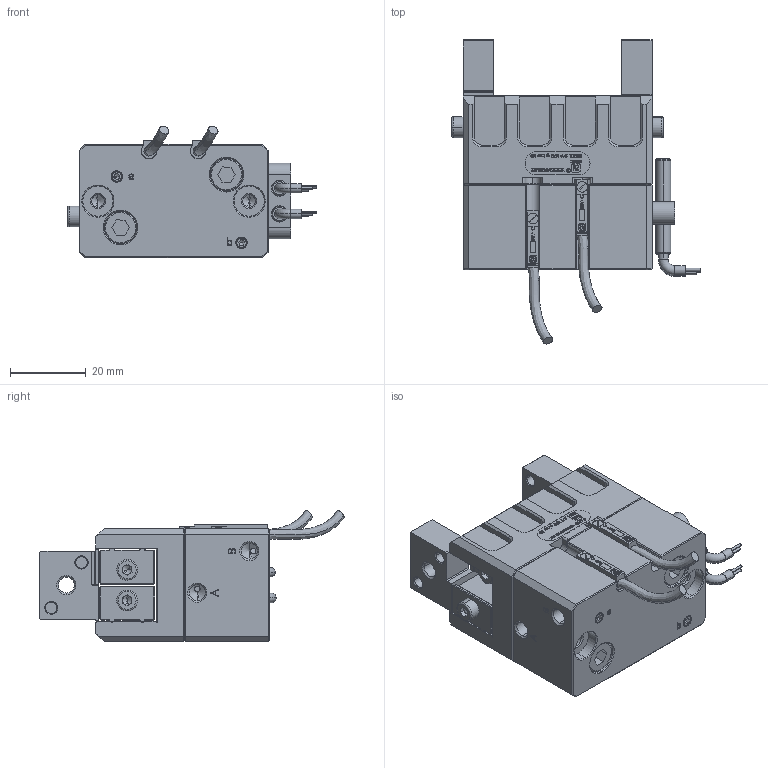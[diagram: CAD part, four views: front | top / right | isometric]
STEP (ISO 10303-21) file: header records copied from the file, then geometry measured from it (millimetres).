
FILE_DESCRIPTION (( 'STEP AP203' ), '1' );
FILE_NAME ('FY-MPG-plus-50.STEP', '2023-11-25T08:07:19', ( 'User' ), ( 'Microsoft' ), 'SwSTEP 2.0', 'SolidWorks 2015', '' );
FILE_SCHEMA (( 'CONFIG_CONTROL_DESIGN' ));
Length unit declared in the file: millimetre
Products named in the file (17): FY-MPG 32-AS諉輪羲壽盓殤; FY-MPG 50賑輸結啣; cross recessed cheese head screws type a gb_GB_CROSS_SCREWS_TYPE135 M2X7-N; hexagon socket head cap screws gb_GB_FASTENER_SCREWS_HSHCS M3X8-N; hex socket set screws with flat point gb_GB_FASTENER_SCREWS_HSFP M4X4-N; FY-MPG-plus-50; 諉輪羲壽嫖裝4X25; FY-MPG 50褲极; 棠俶羲壽4.0X15; hex socket set screws with flat point gb_GB_FASTENER_SCREWS_HSFP M3X3-N; FY-MPG 50賑輸; FY-MPG 50價釱; FY-MPG 50霧齪; 不锈钢矮头圆柱头螺钉M5X25; 本公司二维码-梵煜2; FY-MPG 50-LOGO; 陔遴LOGO齪郪磁
Assembly tree (29 placements, depth 3):
  FY-MPG-plus-50
    FY-MPG 50褲极
    hex socket set screws with flat point gb_GB_FASTENER_SCREWS_HSFP M3X3-N  x3
    FY-MPG 50價釱
    不锈钢矮头圆柱头螺钉M5X25  x2
    FY-MPG 50-LOGO
    FY-MPG 32-AS諉輪羲壽盓殤
    cross recessed cheese head screws type a gb_GB_CROSS_SCREWS_TYPE135 M2X7-N  x2
    hex socket set screws with flat point gb_GB_FASTENER_SCREWS_HSFP M4X4-N
    諉輪羲壽嫖裝4X25  x2
    棠俶羲壽4.0X15  x2
    FY-MPG 50賑輸  x2
    陔遴LOGO齪郪磁
      FY-MPG 50霧齪
      本公司二维码-梵煜2
    FY-MPG 50賑輸結啣  x4
    hexagon socket head cap screws gb_GB_FASTENER_SCREWS_HSHCS M3X8-N  x4
Bounding box: 65.76 x 80.46 x 34.81 mm (x, y, z)
Volume: 64655.5 mm3; surface area: 30459.2 mm2
Topology: 38 solids, 38 shells, 2867 faces, 7324 edges, 4686 vertices
Faces by surface type: plane 1811, bspline 398, cylinder 324, cone 310, torus 24
Entity records: 92108 total; most frequent: CARTESIAN_POINT 36820, ORIENTED_EDGE 11616, DIRECTION 9608, EDGE_CURVE 5808, VECTOR 4500, LINE 4500, VERTEX_POINT 3774, AXIS2_PLACEMENT_3D 2554
